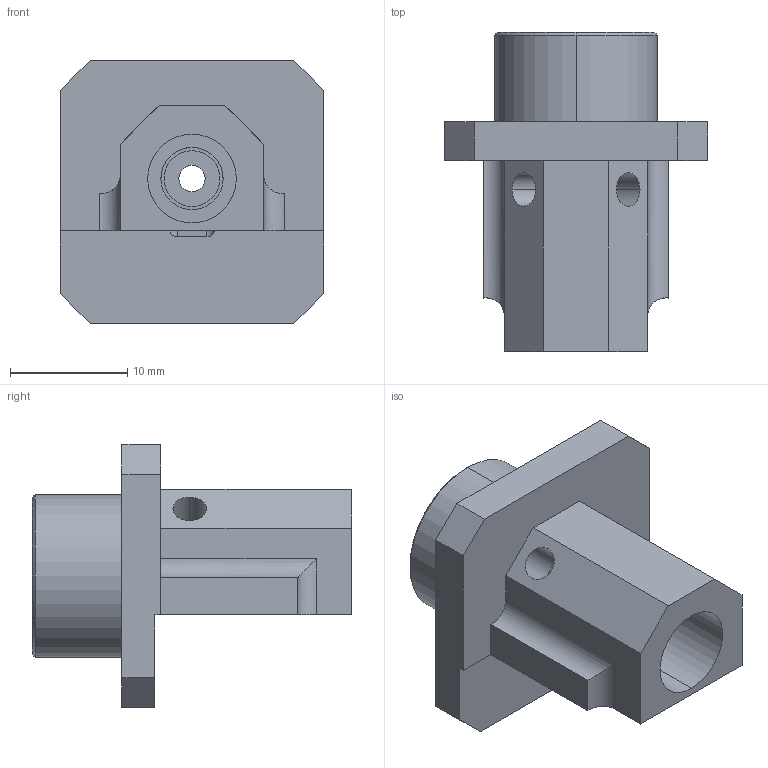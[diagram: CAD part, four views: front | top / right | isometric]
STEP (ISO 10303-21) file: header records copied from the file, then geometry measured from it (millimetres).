
FILE_DESCRIPTION (( 'STEP AP214' ), '1' );
FILE_NAME ('2004949-.STEP', '2020-09-03T20:34:46', ( '' ), ( '' ), 'SwSTEP 2.0', 'SolidWorks 2019', '' );
FILE_SCHEMA (( 'AUTOMOTIVE_DESIGN' ));
Length unit declared in the file: inch
Products named in the file (1): 2004949-
Bounding box: 22.4 x 27.18 x 22.4 mm (x, y, z)
Volume: 3151.5 mm3; surface area: 3221.5 mm2
Topology: 1 solids, 1 shells, 66 faces, 163 edges, 108 vertices
Faces by surface type: cylinder 32, plane 32, cone 2
Entity records: 2129 total; most frequent: CARTESIAN_POINT 476, DIRECTION 339, ORIENTED_EDGE 326, EDGE_CURVE 163, AXIS2_PLACEMENT_3D 121, VERTEX_POINT 108, VECTOR 97, LINE 97
